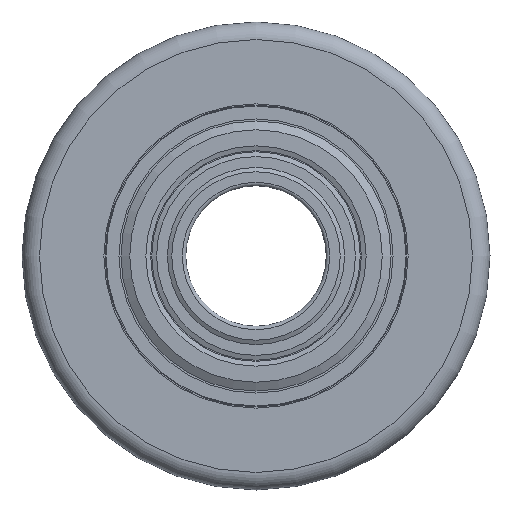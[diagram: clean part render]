
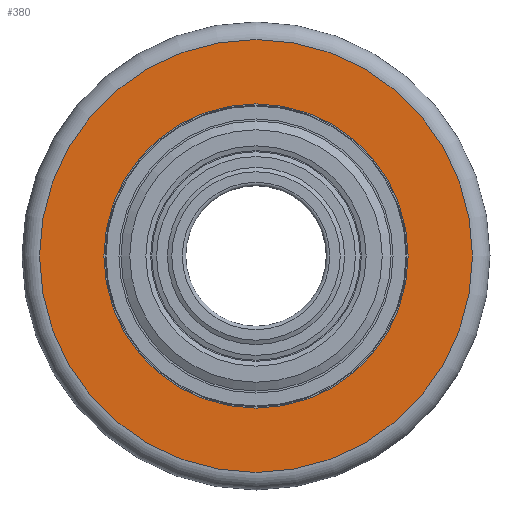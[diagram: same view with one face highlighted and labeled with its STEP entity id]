
A CAD part, left-side view. The second image highlights one B-rep face of the part: STEP entity #380.
In plain terms, the highlighted planar face has unit normal (-1, 0, 0).
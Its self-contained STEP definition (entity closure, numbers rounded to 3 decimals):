
#80 = FACE_OUTER_BOUND ( 'NONE', #907, .T. ) ;
#84 = CARTESIAN_POINT ( 'NONE',  ( -7., 0., 0. ) ) ;
#89 = AXIS2_PLACEMENT_3D ( 'NONE', #2520, #898, #2782 ) ;
#346 = VERTEX_POINT ( 'NONE', #3166 ) ;
#380 = ADVANCED_FACE ( 'NONE', ( #2112, #80 ), #2624, .T. ) ;
#397 = DIRECTION ( 'NONE',  ( -1., 0., 0. ) ) ;
#427 = EDGE_CURVE ( 'NONE', #1117, #1117, #2814, .T. ) ;
#898 = DIRECTION ( 'NONE',  ( 1., 0., 0. ) ) ;
#907 = EDGE_LOOP ( 'NONE', ( #1100 ) ) ;
#967 = DIRECTION ( 'NONE',  ( 1., 0., 0. ) ) ;
#1049 = DIRECTION ( 'NONE',  ( 0., 0., 1. ) ) ;
#1100 = ORIENTED_EDGE ( 'NONE', *, *, #1531, .F. ) ;
#1117 = VERTEX_POINT ( 'NONE', #1737 ) ;
#1531 = EDGE_CURVE ( 'NONE', #346, #346, #2315, .T. ) ;
#1588 = ORIENTED_EDGE ( 'NONE', *, *, #427, .T. ) ;
#1684 = AXIS2_PLACEMENT_3D ( 'NONE', #2785, #397, #1049 ) ;
#1737 = CARTESIAN_POINT ( 'NONE',  ( -7., 0., -13. ) ) ;
#1861 = AXIS2_PLACEMENT_3D ( 'NONE', #84, #967, #2225 ) ;
#2112 = FACE_BOUND ( 'NONE', #2801, .T. ) ;
#2225 = DIRECTION ( 'NONE',  ( 0., 0., -1. ) ) ;
#2315 = CIRCLE ( 'NONE', #89, 18.5 ) ;
#2520 = CARTESIAN_POINT ( 'NONE',  ( -7., 0., 0. ) ) ;
#2624 = PLANE ( 'NONE',  #1684 ) ;
#2782 = DIRECTION ( 'NONE',  ( 0., 0., -1. ) ) ;
#2785 = CARTESIAN_POINT ( 'NONE',  ( -7., 18.5, 0. ) ) ;
#2801 = EDGE_LOOP ( 'NONE', ( #1588 ) ) ;
#2814 = CIRCLE ( 'NONE', #1861, 13. ) ;
#3166 = CARTESIAN_POINT ( 'NONE',  ( -7., 0., -18.5 ) ) ;
